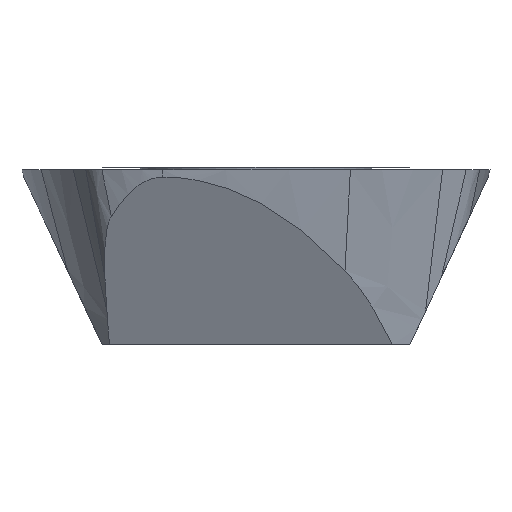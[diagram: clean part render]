
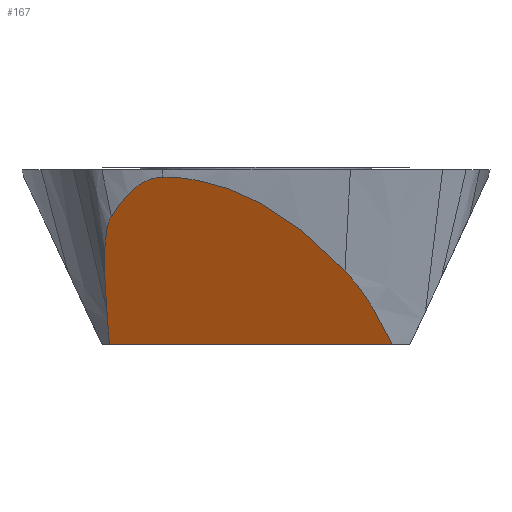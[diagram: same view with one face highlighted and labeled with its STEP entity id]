
A CAD part, left-side view. The second image highlights one B-rep face of the part: STEP entity #167.
In plain terms, the highlighted planar face has unit normal (-0.906, 0, -0.423).
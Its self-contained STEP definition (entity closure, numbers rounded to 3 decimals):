
#73=ELLIPSE('',#621,36.599,12.659);
#76=ELLIPSE('',#627,23.497,8.127);
#77=ELLIPSE('',#630,37.462,12.957);
#79=ELLIPSE('',#635,7.408,2.562);
#80=ELLIPSE('',#638,14.297,4.945);
#83=LINE('',#1195,#99);
#99=VECTOR('',#659,1.);
#138=FACE_OUTER_BOUND('',#256,.T.);
#167=ADVANCED_FACE('',(#138),#174,.T.);
#174=PLANE('',#646);
#193=B_SPLINE_CURVE_WITH_KNOTS('',3,(#1077,#1078,#1079,#1080,#1081,#1082,
#1083,#1084,#1085,#1086),.UNSPECIFIED.,.F.,.F.,(4,3,3,4),(0.,0.491,
0.741,1.),.UNSPECIFIED.);
#256=EDGE_LOOP('',(#375,#376,#377,#378,#379,#380,#381));
#375=ORIENTED_EDGE('',*,*,#558,.T.);
#376=ORIENTED_EDGE('',*,*,#563,.T.);
#377=ORIENTED_EDGE('',*,*,#523,.F.);
#378=ORIENTED_EDGE('',*,*,#574,.T.);
#379=ORIENTED_EDGE('',*,*,#567,.T.);
#380=ORIENTED_EDGE('',*,*,#572,.T.);
#381=ORIENTED_EDGE('',*,*,#509,.F.);
#448=VERTEX_POINT('',#1076);
#449=VERTEX_POINT('',#1087);
#462=VERTEX_POINT('',#1194);
#463=VERTEX_POINT('',#1196);
#484=VERTEX_POINT('',#1282);
#486=VERTEX_POINT('',#1297);
#488=VERTEX_POINT('',#1301);
#509=EDGE_CURVE('',#448,#449,#193,.T.);
#523=EDGE_CURVE('',#462,#463,#83,.T.);
#558=EDGE_CURVE('',#448,#484,#73,.T.);
#563=EDGE_CURVE('',#484,#463,#76,.T.);
#567=EDGE_CURVE('',#486,#488,#77,.T.);
#572=EDGE_CURVE('',#488,#449,#79,.T.);
#574=EDGE_CURVE('',#462,#486,#80,.T.);
#621=AXIS2_PLACEMENT_3D('',#1283,#723,#724);
#627=AXIS2_PLACEMENT_3D('',#1293,#735,#736);
#630=AXIS2_PLACEMENT_3D('',#1302,#743,#744);
#635=AXIS2_PLACEMENT_3D('',#1314,#754,#755);
#638=AXIS2_PLACEMENT_3D('',#1317,#760,#761);
#646=AXIS2_PLACEMENT_3D('',#1327,#776,#777);
#659=DIRECTION('',(0.,1.,0.));
#723=DIRECTION('',(-0.906,0.,-0.423));
#724=DIRECTION('',(-0.423,0.,0.906));
#735=DIRECTION('',(-0.906,0.,-0.423));
#736=DIRECTION('',(-0.423,0.,0.906));
#743=DIRECTION('',(-0.906,0.,-0.423));
#744=DIRECTION('',(-0.423,0.,0.906));
#754=DIRECTION('',(-0.906,0.,-0.423));
#755=DIRECTION('',(-0.423,0.,0.906));
#760=DIRECTION('',(-0.906,0.,-0.423));
#761=DIRECTION('',(-0.423,0.,0.906));
#776=DIRECTION('',(-0.906,0.,-0.423));
#777=DIRECTION('',(-0.423,0.,0.906));
#1076=CARTESIAN_POINT('',(-4.981,4.056,-3.055));
#1077=CARTESIAN_POINT('',(-4.981,4.056,-3.055));
#1078=CARTESIAN_POINT('',(-5.106,4.07,-2.788));
#1079=CARTESIAN_POINT('',(-5.231,4.075,-2.519));
#1080=CARTESIAN_POINT('',(-5.356,4.059,-2.252));
#1081=CARTESIAN_POINT('',(-5.419,4.051,-2.116));
#1082=CARTESIAN_POINT('',(-5.483,4.037,-1.98));
#1083=CARTESIAN_POINT('',(-5.546,4.013,-1.845));
#1084=CARTESIAN_POINT('',(-5.61,3.988,-1.706));
#1085=CARTESIAN_POINT('',(-5.676,3.955,-1.565));
#1086=CARTESIAN_POINT('',(-5.734,3.882,-1.441));
#1087=CARTESIAN_POINT('',(-5.734,3.881,-1.441));
#1194=CARTESIAN_POINT('',(-4.13,-3.662,-4.88));
#1195=CARTESIAN_POINT('',(-4.13,-6.35,-4.88));
#1196=CARTESIAN_POINT('',(-4.13,3.934,-4.88));
#1282=CARTESIAN_POINT('',(-4.552,4.001,-3.976));
#1283=CARTESIAN_POINT('',(-7.163,-8.476,1.624));
#1293=CARTESIAN_POINT('',(-6.228,-4.01,-0.381));
#1297=CARTESIAN_POINT('',(-5.058,-2.388,-2.89));
#1301=CARTESIAN_POINT('',(-6.228,2.5,-0.382));
#1302=CARTESIAN_POINT('',(9.604,2.5,-34.335));
#1314=CARTESIAN_POINT('',(-3.097,2.5,-7.096));
#1317=CARTESIAN_POINT('',(0.538,-0.522,-14.891));
#1327=CARTESIAN_POINT('',(-6.35,-6.35,-0.12));
